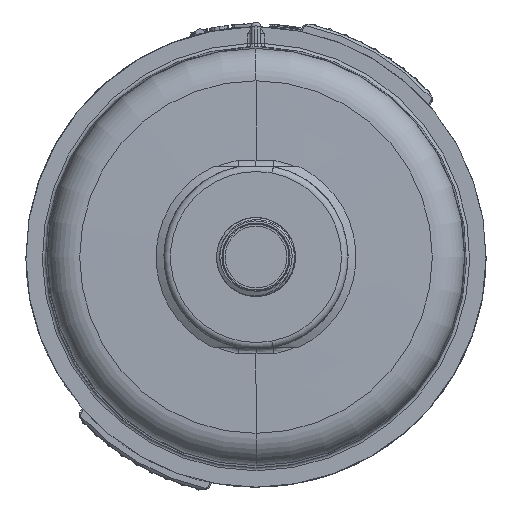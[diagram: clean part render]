
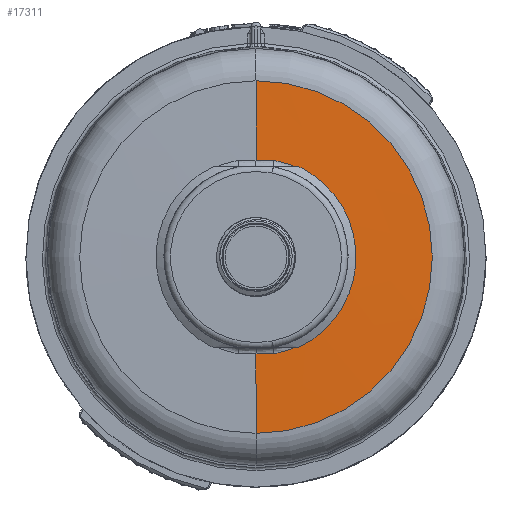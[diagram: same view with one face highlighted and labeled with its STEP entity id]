
A CAD part, front view. The second image highlights one B-rep face of the part: STEP entity #17311.
In plain terms, the highlighted conical face has half-angle 89 degrees and reference radius 20.773 mm.
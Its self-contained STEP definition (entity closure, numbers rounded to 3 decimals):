
#1341=CARTESIAN_POINT('',(2.724,-32.291,14.733));
#1342=CARTESIAN_POINT('',(2.423,-32.292,14.733));
#1343=CARTESIAN_POINT('',(1.823,-32.293,14.733));
#1344=CARTESIAN_POINT('',(0.916,-32.295,
14.733));
#1345=CARTESIAN_POINT('',(0.307,-32.295,
14.733));
#1346=CARTESIAN_POINT('',(0.,-32.295,
14.733));
#1348=DIRECTION('',(0.,0.017,1.));
#1349=VECTOR('',#1348,12.083);
#1350=CARTESIAN_POINT('',(0.,-32.295,
14.733));
#1351=LINE('',#1350,#1349);
#1352=CARTESIAN_POINT('',(0.,-32.084,0.));
#1353=DIRECTION('',(0.,1.,0.));
#1354=DIRECTION('',(0.,0.,1.));
#1355=AXIS2_PLACEMENT_3D('',#1352,#1353,#1354);
#1357=DIRECTION('',(0.,0.017,-1.));
#1358=VECTOR('',#1357,12.083);
#1359=CARTESIAN_POINT('',(0.,-32.295,
-14.733));
#1360=LINE('',#1359,#1358);
#1361=CARTESIAN_POINT('',(0.,-32.295,
-14.733));
#1362=CARTESIAN_POINT('',(0.303,-32.295,
-14.733));
#1363=CARTESIAN_POINT('',(0.908,-32.295,
-14.733));
#1364=CARTESIAN_POINT('',(1.822,-32.293,
-14.733));
#1365=CARTESIAN_POINT('',(2.423,-32.292,
-14.733));
#1366=CARTESIAN_POINT('',(2.724,-32.291,
-14.733));
#1388=CARTESIAN_POINT('',(0.,-32.291,0.));
#1389=DIRECTION('',(0.,1.,0.));
#1390=DIRECTION('',(0.182,0.,0.983));
#1391=AXIS2_PLACEMENT_3D('',#1388,#1389,#1390);
#14647=CARTESIAN_POINT('',(0.,-32.084,-26.814));
#14648=CARTESIAN_POINT('',(0.,-32.084,26.814));
#14649=VERTEX_POINT('',#14647);
#14650=VERTEX_POINT('',#14648);
#14763=VERTEX_POINT('',#1361);
#14764=VERTEX_POINT('',#1366);
#14768=VERTEX_POINT('',#1341);
#14769=VERTEX_POINT('',#1346);
#17293=CARTESIAN_POINT('',(0.,-32.19,0.));
#17294=DIRECTION('',(0.,1.,0.));
#17295=DIRECTION('',(0.,0.,-1.));
#17296=AXIS2_PLACEMENT_3D('',#17293,#17294,#17295);
#17297=CONICAL_SURFACE('',#17296,20.773,89.);
#17299=ORIENTED_EDGE('',*,*,#17298,.F.);
#17301=ORIENTED_EDGE('',*,*,#17300,.T.);
#17303=ORIENTED_EDGE('',*,*,#17302,.T.);
#17304=ORIENTED_EDGE('',*,*,#17287,.T.);
#17306=ORIENTED_EDGE('',*,*,#17305,.F.);
#17308=ORIENTED_EDGE('',*,*,#17307,.T.);
#17309=EDGE_LOOP('',(#17299,#17301,#17303,#17304,#17306,#17308));
#17310=FACE_OUTER_BOUND('',#17309,.F.);
#17311=ADVANCED_FACE('',(#17310),#17297,.T.);
#1347=B_SPLINE_CURVE_WITH_KNOTS('',3,(#1341,#1342,#1343,#1344,#1345,#1346),
.UNSPECIFIED.,.F.,.F.,(4,1,1,4),(0.,0.333,0.667,1.),
.UNSPECIFIED.);
#1356=CIRCLE('',#1355,26.814);
#1367=B_SPLINE_CURVE_WITH_KNOTS('',3,(#1361,#1362,#1363,#1364,#1365,#1366),
.UNSPECIFIED.,.F.,.F.,(4,1,1,4),(0.,0.333,0.667,1.),
.UNSPECIFIED.);
#1392=CIRCLE('',#1391,14.983);
#17287=EDGE_CURVE('',#14650,#14649,#1356,.T.);
#17298=EDGE_CURVE('',#14768,#14764,#1392,.T.);
#17300=EDGE_CURVE('',#14768,#14769,#1347,.T.);
#17302=EDGE_CURVE('',#14769,#14650,#1351,.T.);
#17305=EDGE_CURVE('',#14763,#14649,#1360,.T.);
#17307=EDGE_CURVE('',#14763,#14764,#1367,.T.);
